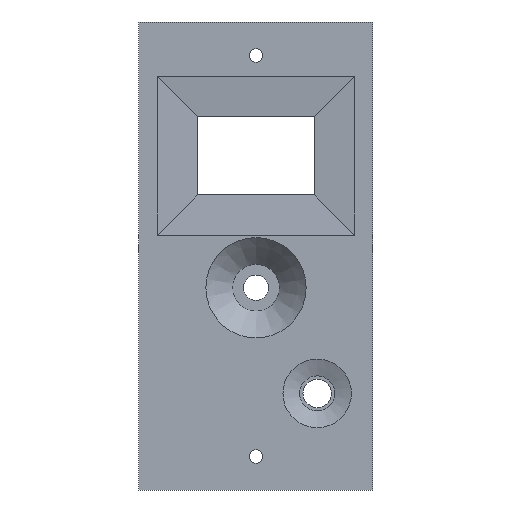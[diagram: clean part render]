
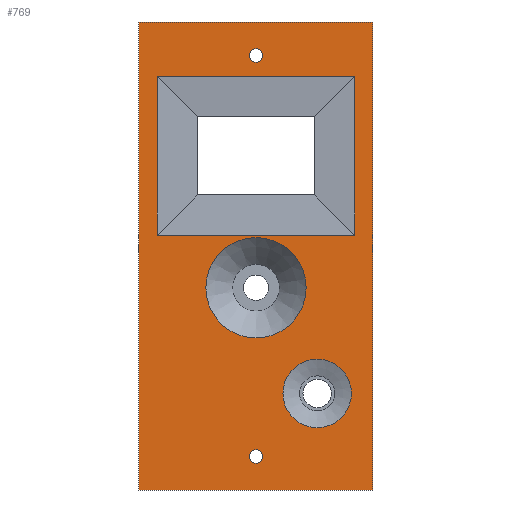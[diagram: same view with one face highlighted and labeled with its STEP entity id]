
A CAD part, front view. The second image highlights one B-rep face of the part: STEP entity #769.
In plain terms, the highlighted planar face has unit normal (0, -1, 0).
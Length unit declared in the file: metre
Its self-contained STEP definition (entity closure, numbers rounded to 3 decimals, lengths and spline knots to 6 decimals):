
#51=LINE('',#1235,#101);
#55=LINE('',#1243,#105);
#58=LINE('',#1249,#108);
#68=LINE('',#1268,#118);
#69=LINE('',#1272,#119);
#70=LINE('',#1275,#120);
#71=LINE('',#1277,#121);
#72=LINE('',#1279,#122);
#101=VECTOR('',#980,1.);
#105=VECTOR('',#986,1.);
#108=VECTOR('',#991,1.);
#118=VECTOR('',#1011,1.);
#119=VECTOR('',#1016,1.);
#120=VECTOR('',#1017,1.);
#121=VECTOR('',#1018,1.);
#122=VECTOR('',#1019,1.);
#197=ORIENTED_EDGE('',*,*,#368,.T.);
#198=ORIENTED_EDGE('',*,*,#369,.T.);
#199=ORIENTED_EDGE('',*,*,#370,.T.);
#200=ORIENTED_EDGE('',*,*,#371,.T.);
#201=ORIENTED_EDGE('',*,*,#372,.T.);
#202=ORIENTED_EDGE('',*,*,#373,.T.);
#203=ORIENTED_EDGE('',*,*,#345,.T.);
#204=ORIENTED_EDGE('',*,*,#343,.F.);
#205=ORIENTED_EDGE('',*,*,#350,.F.);
#206=ORIENTED_EDGE('',*,*,#354,.T.);
#207=ORIENTED_EDGE('',*,*,#357,.T.);
#208=ORIENTED_EDGE('',*,*,#367,.F.);
#343=EDGE_CURVE('',#433,#433,#495,.T.);
#345=EDGE_CURVE('',#435,#435,#497,.T.);
#350=EDGE_CURVE('',#440,#441,#51,.T.);
#354=EDGE_CURVE('',#440,#443,#55,.T.);
#357=EDGE_CURVE('',#443,#445,#58,.T.);
#367=EDGE_CURVE('',#441,#445,#68,.T.);
#368=EDGE_CURVE('',#450,#450,#500,.F.);
#369=EDGE_CURVE('',#451,#452,#69,.T.);
#370=EDGE_CURVE('',#452,#453,#70,.T.);
#371=EDGE_CURVE('',#453,#454,#71,.T.);
#372=EDGE_CURVE('',#454,#451,#72,.T.);
#373=EDGE_CURVE('',#455,#455,#501,.T.);
#433=VERTEX_POINT('',#1218);
#435=VERTEX_POINT('',#1223);
#440=VERTEX_POINT('',#1234);
#441=VERTEX_POINT('',#1236);
#443=VERTEX_POINT('',#1242);
#445=VERTEX_POINT('',#1248);
#450=VERTEX_POINT('',#1271);
#451=VERTEX_POINT('',#1273);
#452=VERTEX_POINT('',#1274);
#453=VERTEX_POINT('',#1276);
#454=VERTEX_POINT('',#1278);
#455=VERTEX_POINT('',#1281);
#495=CIRCLE('',#839,0.002);
#497=CIRCLE('',#842,0.002);
#500=CIRCLE('',#855,0.01025);
#501=CIRCLE('',#856,0.015);
#547=EDGE_LOOP('',(#197));
#548=EDGE_LOOP('',(#198,#199,#200,#201));
#549=EDGE_LOOP('',(#202));
#550=EDGE_LOOP('',(#203));
#551=EDGE_LOOP('',(#204));
#552=EDGE_LOOP('',(#205,#206,#207,#208));
#647=FACE_BOUND('',#547,.T.);
#648=FACE_BOUND('',#548,.T.);
#649=FACE_BOUND('',#549,.T.);
#650=FACE_BOUND('',#550,.T.);
#651=FACE_BOUND('',#551,.T.);
#652=FACE_BOUND('',#552,.T.);
#732=PLANE('',#854);
#769=ADVANCED_FACE('',(#647,#648,#649,#650,#651,#652),#732,.T.);
#839=AXIS2_PLACEMENT_3D('',#1217,#962,#963);
#842=AXIS2_PLACEMENT_3D('',#1222,#968,#969);
#854=AXIS2_PLACEMENT_3D('',#1269,#1012,#1013);
#855=AXIS2_PLACEMENT_3D('',#1270,#1014,#1015);
#856=AXIS2_PLACEMENT_3D('',#1280,#1020,#1021);
#962=DIRECTION('',(0.,-1.,0.));
#963=DIRECTION('',(0.,0.,-1.));
#968=DIRECTION('',(0.,1.,0.));
#969=DIRECTION('',(0.,0.,-1.));
#980=DIRECTION('',(1.,0.,0.));
#986=DIRECTION('',(0.,0.,-1.));
#991=DIRECTION('',(1.,0.,0.));
#1011=DIRECTION('',(0.,0.,-1.));
#1012=DIRECTION('',(0.,-1.,0.));
#1013=DIRECTION('',(1.,0.,0.));
#1014=DIRECTION('',(0.,-1.,0.));
#1015=DIRECTION('',(0.,0.,-1.));
#1016=DIRECTION('',(1.,0.,0.));
#1017=DIRECTION('',(0.,0.,-1.));
#1018=DIRECTION('',(-1.,0.,0.));
#1019=DIRECTION('',(0.,0.,1.));
#1020=DIRECTION('',(0.,1.,0.));
#1021=DIRECTION('',(0.,0.,1.));
#1217=CARTESIAN_POINT('',(0.,-0.004,0.06));
#1218=CARTESIAN_POINT('',(0.,-0.004,0.058));
#1222=CARTESIAN_POINT('',(0.,-0.004,-0.06));
#1223=CARTESIAN_POINT('',(0.,-0.004,-0.062));
#1234=CARTESIAN_POINT('',(-0.035,-0.004,0.07));
#1235=CARTESIAN_POINT('',(0.,-0.004,0.07));
#1236=CARTESIAN_POINT('',(0.035,-0.004,0.07));
#1242=CARTESIAN_POINT('',(-0.035,-0.004,-0.07));
#1243=CARTESIAN_POINT('',(-0.035,-0.004,0.));
#1248=CARTESIAN_POINT('',(0.035,-0.004,-0.07));
#1249=CARTESIAN_POINT('',(0.,-0.004,-0.07));
#1268=CARTESIAN_POINT('',(0.035,-0.004,0.));
#1269=CARTESIAN_POINT('',(0.,-0.004,0.));
#1270=CARTESIAN_POINT('',(0.0183,-0.004,-0.0411));
#1271=CARTESIAN_POINT('',(0.0183,-0.004,-0.05135));
#1272=CARTESIAN_POINT('',(0.0175,-0.004,0.05375));
#1273=CARTESIAN_POINT('',(-0.0295,-0.004,0.05375));
#1274=CARTESIAN_POINT('',(0.0295,-0.004,0.05375));
#1275=CARTESIAN_POINT('',(0.0295,-0.004,0.01825));
#1276=CARTESIAN_POINT('',(0.0295,-0.004,0.00625));
#1277=CARTESIAN_POINT('',(0.,-0.004,0.00625));
#1278=CARTESIAN_POINT('',(-0.0295,-0.004,0.00625));
#1279=CARTESIAN_POINT('',(-0.0295,-0.004,0.));
#1280=CARTESIAN_POINT('',(0.,-0.004,-0.0095));
#1281=CARTESIAN_POINT('',(0.,-0.004,0.0055));
